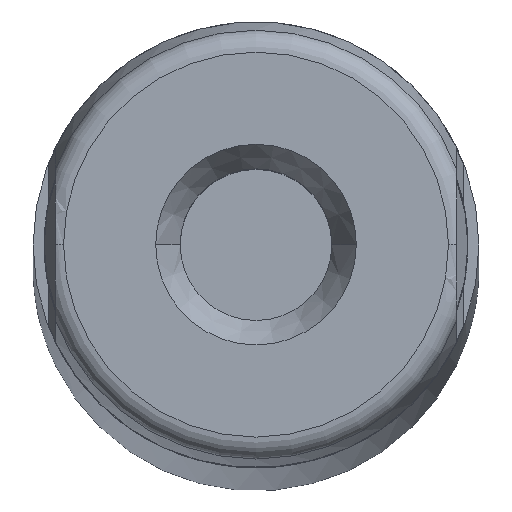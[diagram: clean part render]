
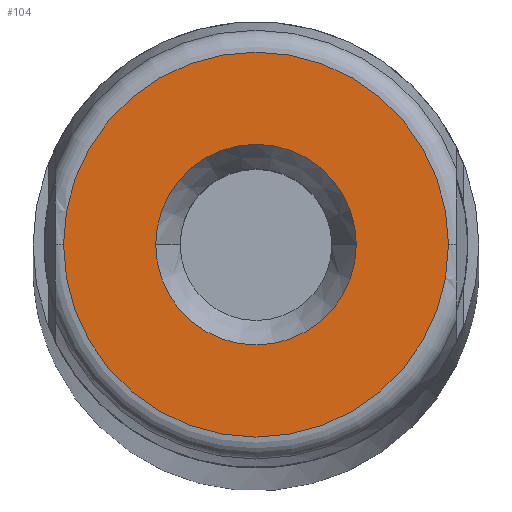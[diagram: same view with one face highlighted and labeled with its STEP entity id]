
A CAD part, top view. The second image highlights one B-rep face of the part: STEP entity #104.
In plain terms, the highlighted planar face has unit normal (0, 0, 1).
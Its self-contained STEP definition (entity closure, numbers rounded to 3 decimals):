
#98 = ORIENTED_EDGE ( 'NONE', *, *, #449, .T. ) ;
#99 = ORIENTED_EDGE ( 'NONE', *, *, #145, .T. ) ;
#100 = ORIENTED_EDGE ( 'NONE', *, *, #336, .F. ) ;
#101 = EDGE_LOOP ( 'NONE', ( #98, #99 ) ) ;
#102 = EDGE_CURVE ( 'NONE', #329, #331, #603, .T. ) ;
#103 = ORIENTED_EDGE ( 'NONE', *, *, #102, .F. ) ;
#104 = ADVANCED_FACE ( 'NONE', ( #598, #597 ), #596, .F. ) ;
#105 = EDGE_LOOP ( 'NONE', ( #103, #100 ) ) ;
#145 = EDGE_CURVE ( 'NONE', #423, #429, #731, .T. ) ;
#329 = VERTEX_POINT ( 'NONE', #1076 ) ;
#331 = VERTEX_POINT ( 'NONE', #1071 ) ;
#336 = EDGE_CURVE ( 'NONE', #331, #329, #1121, .T. ) ;
#423 = VERTEX_POINT ( 'NONE', #1270 ) ;
#429 = VERTEX_POINT ( 'NONE', #1326 ) ;
#449 = EDGE_CURVE ( 'NONE', #429, #423, #1312, .T. ) ;
#592 = DIRECTION ( 'NONE',  ( -1., 0., 0. ) ) ;
#593 = DIRECTION ( 'NONE',  ( 0., 0., -1. ) ) ;
#594 = CARTESIAN_POINT ( 'NONE',  ( 0., 0., 0. ) ) ;
#595 = AXIS2_PLACEMENT_3D ( 'NONE', #594, #593, #592 ) ;
#596 = PLANE ( 'NONE',  #595 ) ;
#597 = FACE_OUTER_BOUND ( 'NONE', #101, .T. ) ;
#598 = FACE_BOUND ( 'NONE', #105, .T. ) ;
#599 = DIRECTION ( 'NONE',  ( 1., 0., 0. ) ) ;
#600 = DIRECTION ( 'NONE',  ( 0., 0., 1. ) ) ;
#601 = CARTESIAN_POINT ( 'NONE',  ( 0., 0., 0. ) ) ;
#602 = AXIS2_PLACEMENT_3D ( 'NONE', #601, #600, #599 ) ;
#603 = CIRCLE ( 'NONE', #602, 4.5 ) ;
#683 = CARTESIAN_POINT ( 'NONE',  ( 0., 0., 0. ) ) ;
#728 = DIRECTION ( 'NONE',  ( 1., 0., 0. ) ) ;
#729 = DIRECTION ( 'NONE',  ( 0., 0., 1. ) ) ;
#730 = AXIS2_PLACEMENT_3D ( 'NONE', #683, #729, #728 ) ;
#731 = CIRCLE ( 'NONE', #730, 8.632 ) ;
#1058 = CARTESIAN_POINT ( 'NONE',  ( 0., 0., 0. ) ) ;
#1071 = CARTESIAN_POINT ( 'NONE',  ( -4.5, 0., 0. ) ) ;
#1076 = CARTESIAN_POINT ( 'NONE',  ( 4.5, 0., 0. ) ) ;
#1118 = DIRECTION ( 'NONE',  ( 1., 0., 0. ) ) ;
#1119 = DIRECTION ( 'NONE',  ( 0., 0., 1. ) ) ;
#1120 = AXIS2_PLACEMENT_3D ( 'NONE', #1058, #1119, #1118 ) ;
#1121 = CIRCLE ( 'NONE', #1120, 4.5 ) ;
#1270 = CARTESIAN_POINT ( 'NONE',  ( -8.632, 0., 0. ) ) ;
#1308 = DIRECTION ( 'NONE',  ( 1., 0., 0. ) ) ;
#1309 = DIRECTION ( 'NONE',  ( 0., 0., 1. ) ) ;
#1310 = CARTESIAN_POINT ( 'NONE',  ( 0., 0., 0. ) ) ;
#1311 = AXIS2_PLACEMENT_3D ( 'NONE', #1310, #1309, #1308 ) ;
#1312 = CIRCLE ( 'NONE', #1311, 8.632 ) ;
#1326 = CARTESIAN_POINT ( 'NONE',  ( 8.632, 0., 0. ) ) ;
